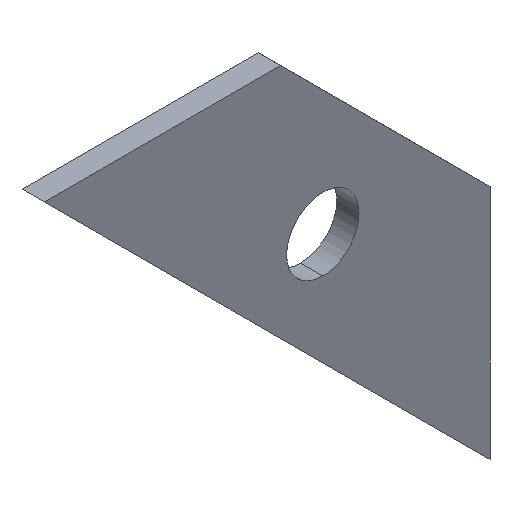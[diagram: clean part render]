
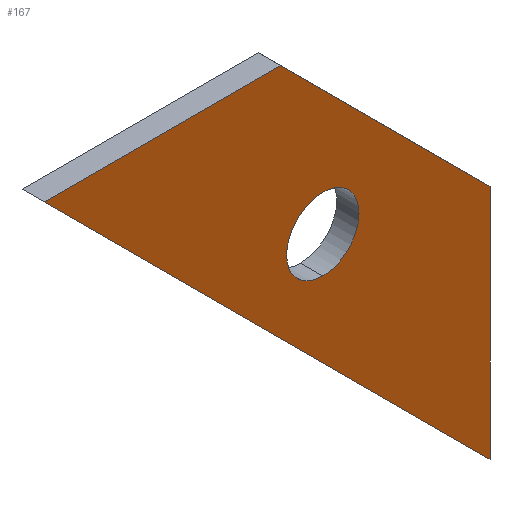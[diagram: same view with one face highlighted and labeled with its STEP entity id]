
A CAD part, isometric view. The second image highlights one B-rep face of the part: STEP entity #167.
In plain terms, the highlighted planar face has unit normal (0, -1, 0).
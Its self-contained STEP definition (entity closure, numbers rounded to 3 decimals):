
#7 = DIRECTION ( 'NONE',  ( 0., 1., 0. ) ) ;
#8 = CARTESIAN_POINT ( 'NONE',  ( 0., 0., -40. ) ) ;
#9 = DIRECTION ( 'NONE',  ( 0., 1., 0. ) ) ;
#12 = PLANE ( 'NONE',  #137 ) ;
#23 = EDGE_CURVE ( 'NONE', #250, #32, #266, .T. ) ;
#24 = CIRCLE ( 'NONE', #53, 3.25 ) ;
#27 = VERTEX_POINT ( 'NONE', #249 ) ;
#32 = VERTEX_POINT ( 'NONE', #81 ) ;
#35 = DIRECTION ( 'NONE',  ( 0., 0., 1. ) ) ;
#36 = EDGE_CURVE ( 'NONE', #195, #276, #118, .T. ) ;
#39 = CARTESIAN_POINT ( 'NONE',  ( -15., 0., -15. ) ) ;
#50 = AXIS2_PLACEMENT_3D ( 'NONE', #301, #7, #35 ) ;
#52 = VERTEX_POINT ( 'NONE', #8 ) ;
#53 = AXIS2_PLACEMENT_3D ( 'NONE', #39, #306, #89 ) ;
#54 = FACE_OUTER_BOUND ( 'NONE', #71, .T. ) ;
#57 = ORIENTED_EDGE ( 'NONE', *, *, #294, .T. ) ;
#67 = CARTESIAN_POINT ( 'NONE',  ( -40., 0., 0. ) ) ;
#68 = LINE ( 'NONE', #297, #305 ) ;
#71 = EDGE_LOOP ( 'NONE', ( #75, #217, #157, #207 ) ) ;
#75 = ORIENTED_EDGE ( 'NONE', *, *, #272, .F. ) ;
#81 = CARTESIAN_POINT ( 'NONE',  ( -18.787, 0., 0. ) ) ;
#86 = CARTESIAN_POINT ( 'NONE',  ( -15., 0., -18.25 ) ) ;
#89 = DIRECTION ( 'NONE',  ( 0., 0., 1. ) ) ;
#110 = VECTOR ( 'NONE', #246, 1000. ) ;
#118 = CIRCLE ( 'NONE', #50, 3.25 ) ;
#121 = VECTOR ( 'NONE', #199, 1000. ) ;
#122 = EDGE_CURVE ( 'NONE', #32, #27, #129, .T. ) ;
#125 = ORIENTED_EDGE ( 'NONE', *, *, #36, .T. ) ;
#128 = DIRECTION ( 'NONE',  ( 0., 0., -1. ) ) ;
#129 = LINE ( 'NONE', #171, #121 ) ;
#137 = AXIS2_PLACEMENT_3D ( 'NONE', #298, #9, #178 ) ;
#157 = ORIENTED_EDGE ( 'NONE', *, *, #122, .F. ) ;
#159 = EDGE_CURVE ( 'NONE', #27, #52, #68, .T. ) ;
#167 = ADVANCED_FACE ( 'NONE', ( #233, #54 ), #12, .F. ) ;
#171 = CARTESIAN_POINT ( 'NONE',  ( -18.787, 0., 0. ) ) ;
#177 = EDGE_LOOP ( 'NONE', ( #57, #125 ) ) ;
#178 = DIRECTION ( 'NONE',  ( 0., 0., 1. ) ) ;
#181 = DIRECTION ( 'NONE',  ( -0.707, 0., 0.707 ) ) ;
#195 = VERTEX_POINT ( 'NONE', #86 ) ;
#199 = DIRECTION ( 'NONE',  ( 0.707, 0., -0.707 ) ) ;
#207 = ORIENTED_EDGE ( 'NONE', *, *, #23, .F. ) ;
#209 = VECTOR ( 'NONE', #181, 1000. ) ;
#217 = ORIENTED_EDGE ( 'NONE', *, *, #159, .F. ) ;
#233 = FACE_BOUND ( 'NONE', #177, .T. ) ;
#242 = LINE ( 'NONE', #302, #209 ) ;
#246 = DIRECTION ( 'NONE',  ( 1., 0., 0. ) ) ;
#249 = CARTESIAN_POINT ( 'NONE',  ( 0., 0., -18.787 ) ) ;
#250 = VERTEX_POINT ( 'NONE', #67 ) ;
#266 = LINE ( 'NONE', #269, #110 ) ;
#269 = CARTESIAN_POINT ( 'NONE',  ( -40., 0., 0. ) ) ;
#272 = EDGE_CURVE ( 'NONE', #52, #250, #242, .T. ) ;
#276 = VERTEX_POINT ( 'NONE', #279 ) ;
#279 = CARTESIAN_POINT ( 'NONE',  ( -15., 0., -11.75 ) ) ;
#294 = EDGE_CURVE ( 'NONE', #276, #195, #24, .T. ) ;
#297 = CARTESIAN_POINT ( 'NONE',  ( 0., 0., -18.787 ) ) ;
#298 = CARTESIAN_POINT ( 'NONE',  ( 0., 0., 0. ) ) ;
#301 = CARTESIAN_POINT ( 'NONE',  ( -15., 0., -15. ) ) ;
#302 = CARTESIAN_POINT ( 'NONE',  ( 0., 0., -40. ) ) ;
#305 = VECTOR ( 'NONE', #128, 1000. ) ;
#306 = DIRECTION ( 'NONE',  ( 0., 1., 0. ) ) ;
